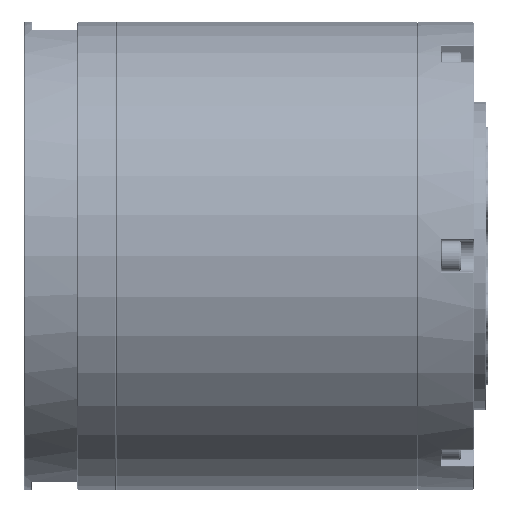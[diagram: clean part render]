
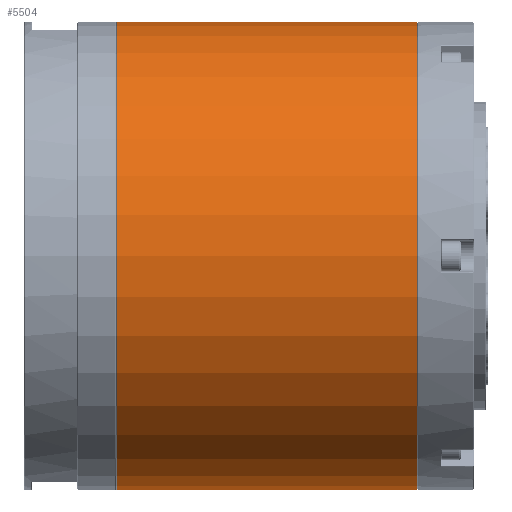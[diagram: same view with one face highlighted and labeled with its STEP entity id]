
A CAD part, left-side view. The second image highlights one B-rep face of the part: STEP entity #5504.
In plain terms, the highlighted cylindrical face has radius 28.5 mm (diameter 57 mm), a partial arc.
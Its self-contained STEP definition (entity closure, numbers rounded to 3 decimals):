
#250=CARTESIAN_POINT('',(0.,8.7,0.));
#251=DIRECTION('',(0.,-1.,0.));
#252=DIRECTION('',(0.,0.,1.));
#253=AXIS2_PLACEMENT_3D('',#250,#251,#252);
#255=CARTESIAN_POINT('',(0.,45.2,0.));
#256=DIRECTION('',(0.,-1.,0.));
#257=DIRECTION('',(0.,0.,1.));
#258=AXIS2_PLACEMENT_3D('',#255,#256,#257);
#260=DIRECTION('',(0.,1.,0.));
#261=VECTOR('',#260,36.5);
#262=CARTESIAN_POINT('',(0.,8.7,28.5));
#263=LINE('',#262,#261);
#349=DIRECTION('',(0.,1.,0.));
#350=VECTOR('',#349,36.5);
#351=CARTESIAN_POINT('',(0.,8.7,-28.5));
#352=LINE('',#351,#350);
#5237=CARTESIAN_POINT('',(0.,8.7,-28.5));
#5238=CARTESIAN_POINT('',(0.,8.7,28.5));
#5239=VERTEX_POINT('',#5237);
#5240=VERTEX_POINT('',#5238);
#5245=CARTESIAN_POINT('',(0.,45.2,28.5));
#5246=VERTEX_POINT('',#5245);
#5247=CARTESIAN_POINT('',(0.,45.2,-28.5));
#5248=VERTEX_POINT('',#5247);
#5489=CARTESIAN_POINT('',(0.,0.,0.));
#5490=DIRECTION('',(0.,-1.,0.));
#5491=DIRECTION('',(0.,0.,-1.));
#5492=AXIS2_PLACEMENT_3D('',#5489,#5490,#5491);
#5493=CYLINDRICAL_SURFACE('',#5492,28.5);
#5495=ORIENTED_EDGE('',*,*,#5494,.T.);
#5497=ORIENTED_EDGE('',*,*,#5496,.T.);
#5499=ORIENTED_EDGE('',*,*,#5498,.F.);
#5501=ORIENTED_EDGE('',*,*,#5500,.F.);
#5502=EDGE_LOOP('',(#5495,#5497,#5499,#5501));
#5503=FACE_OUTER_BOUND('',#5502,.F.);
#5504=ADVANCED_FACE('',(#5503),#5493,.T.);
#254=CIRCLE('',#253,28.5);
#259=CIRCLE('',#258,28.5);
#5494=EDGE_CURVE('',#5240,#5239,#254,.T.);
#5496=EDGE_CURVE('',#5239,#5248,#352,.T.);
#5498=EDGE_CURVE('',#5246,#5248,#259,.T.);
#5500=EDGE_CURVE('',#5240,#5246,#263,.T.);
